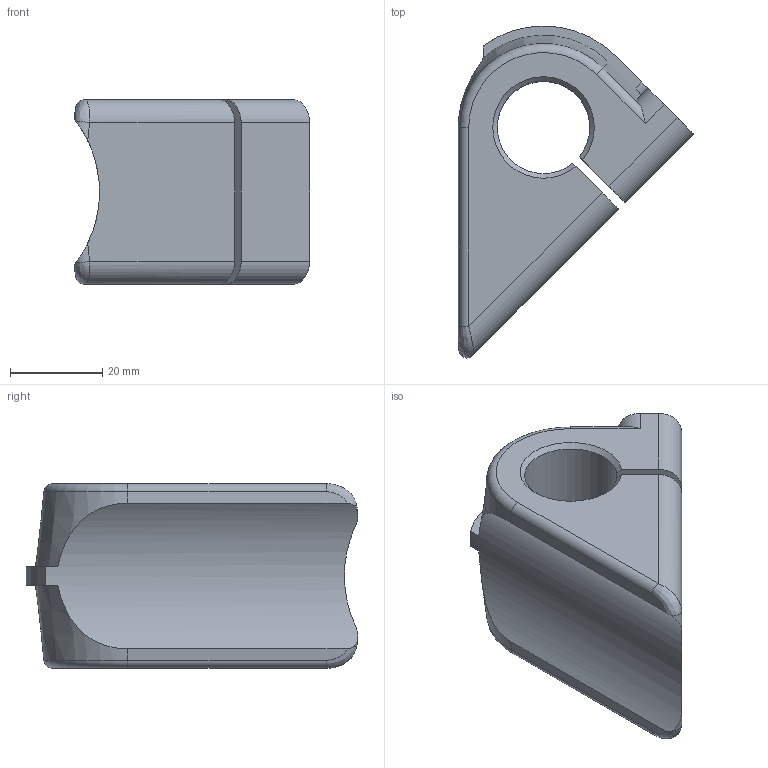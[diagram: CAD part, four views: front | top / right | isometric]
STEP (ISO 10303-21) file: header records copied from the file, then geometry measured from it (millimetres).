
FILE_DESCRIPTION(/* description */ ('Unknown'),/* implementation_level */ '2;1');
FILE_NAME(/* name */ 'piéce fourche Damien',/* time_stamp */ '2020-06-11T12:50:40+02:00',/* author */ ('M.J.'),/* organization */ ('SASSARO'),/* preprocessor_version */ 'ST-DEVELOPER v16.7',/* originating_system */ 'Solid Edge',/* authorisation */ 'Unknown');
FILE_SCHEMA (('AUTOMOTIVE_DESIGN {1 0 10303 214 3 1 1}'));
Length unit declared in the file: millimetre
Products named in the file (1): piéce fourche Damien
Bounding box: 51 x 71.88 x 40 mm (x, y, z)
Volume: 54398.3 mm3; surface area: 15866.6 mm2
Topology: 1 solids, 1 shells, 48 faces, 130 edges, 84 vertices
Faces by surface type: cylinder 23, plane 15, cone 6, torus 2, bspline 2
Full cylindrical faces by diameter (mm): 6.647 x4, 9 x2
Entity records: 1868 total; most frequent: CARTESIAN_POINT 346, DIRECTION 246, ORIENTED_EDGE 232, EDGE_CURVE 116, AXIS2_PLACEMENT_3D 96, VERTEX_POINT 80, FACE_BOUND 62, EDGE_LOOP 60
